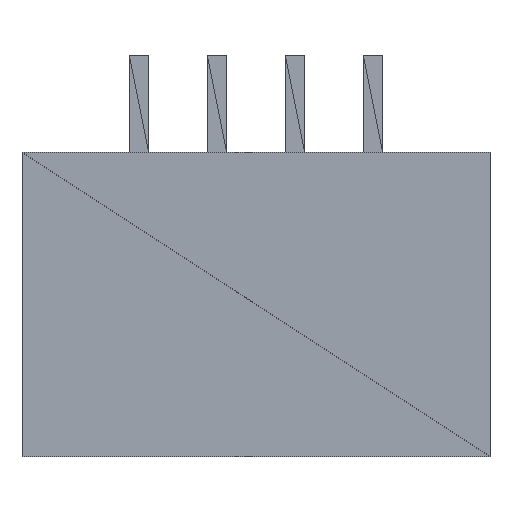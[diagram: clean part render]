
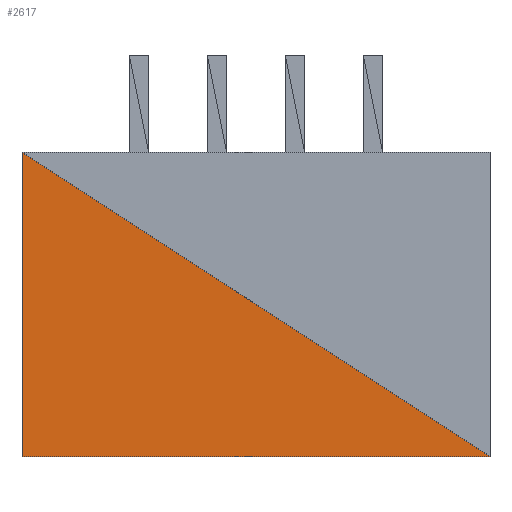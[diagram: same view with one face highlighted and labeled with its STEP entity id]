
A CAD part, top view. The second image highlights one B-rep face of the part: STEP entity #2617.
In plain terms, the highlighted planar face has unit normal (0, 0, 1).
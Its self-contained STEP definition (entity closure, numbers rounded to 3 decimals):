
#1070 = VERTEX_POINT('',#1071);
#1071 = CARTESIAN_POINT('',(-6.,0.,5.2));
#1119 = EDGE_CURVE('',#1120,#1122,#1124,.T.);
#1120 = VERTEX_POINT('',#1121);
#1121 = CARTESIAN_POINT('',(6.,-7.8,5.2));
#1122 = VERTEX_POINT('',#1123);
#1123 = CARTESIAN_POINT('',(-6.,-7.8,5.2));
#1124 = SURFACE_CURVE('',#1125,(#1129,#1141),.PCURVE_S1.);
#1125 = LINE('',#1126,#1127);
#1126 = CARTESIAN_POINT('',(6.,-7.8,5.2));
#1127 = VECTOR('',#1128,1.);
#1128 = DIRECTION('',(-1.,0.,0.));
#1129 = PCURVE('',#1130,#1135);
#1130 = PLANE('',#1131);
#1131 = AXIS2_PLACEMENT_3D('',#1132,#1133,#1134);
#1132 = CARTESIAN_POINT('',(1.03,-7.8,
    3.63));
#1133 = DIRECTION('',(-0.,-1.,-0.));
#1134 = DIRECTION('',(0.,0.,-1.));
#1135 = DEFINITIONAL_REPRESENTATION('',(#1136),#1140);
#1136 = LINE('',#1137,#1138);
#1137 = CARTESIAN_POINT('',(-1.57,4.97));
#1138 = VECTOR('',#1139,1.);
#1139 = DIRECTION('',(0.,-1.));
#1140 = ( GEOMETRIC_REPRESENTATION_CONTEXT(2) 
PARAMETRIC_REPRESENTATION_CONTEXT() REPRESENTATION_CONTEXT('2D SPACE',''
  ) );
#1141 = PCURVE('',#1142,#1147);
#1142 = PLANE('',#1143);
#1143 = AXIS2_PLACEMENT_3D('',#1144,#1145,#1146);
#1144 = CARTESIAN_POINT('',(-1.372,-5.272,
    5.2));
#1145 = DIRECTION('',(0.,0.,1.));
#1146 = DIRECTION('',(1.,0.,-0.));
#1147 = DEFINITIONAL_REPRESENTATION('',(#1148),#1151);
#1148 = B_SPLINE_CURVE_WITH_KNOTS('',1,(#1149,#1150),.UNSPECIFIED.,.F.,
  .F.,(2,2),(0.,12.),.PIECEWISE_BEZIER_KNOTS.);
#1149 = CARTESIAN_POINT('',(7.372,-2.528));
#1150 = CARTESIAN_POINT('',(-4.628,-2.528));
#1151 = ( GEOMETRIC_REPRESENTATION_CONTEXT(2) 
PARAMETRIC_REPRESENTATION_CONTEXT() REPRESENTATION_CONTEXT('2D SPACE',''
  ) );
#1225 = PLANE('',#1226);
#1226 = AXIS2_PLACEMENT_3D('',#1227,#1228,#1229);
#1227 = CARTESIAN_POINT('',(-6.,-4.806,3.506));
#1228 = DIRECTION('',(-1.,0.,0.));
#1229 = DIRECTION('',(0.,0.,-1.));
#1264 = EDGE_CURVE('',#1122,#1070,#1265,.T.);
#1265 = SURFACE_CURVE('',#1266,(#1270,#1277),.PCURVE_S1.);
#1266 = LINE('',#1267,#1268);
#1267 = CARTESIAN_POINT('',(-6.,-7.8,5.2));
#1268 = VECTOR('',#1269,1.);
#1269 = DIRECTION('',(0.,1.,0.));
#1270 = PCURVE('',#1225,#1271);
#1271 = DEFINITIONAL_REPRESENTATION('',(#1272),#1276);
#1272 = LINE('',#1273,#1274);
#1273 = CARTESIAN_POINT('',(-1.694,2.994));
#1274 = VECTOR('',#1275,1.);
#1275 = DIRECTION('',(0.,-1.));
#1276 = ( GEOMETRIC_REPRESENTATION_CONTEXT(2) 
PARAMETRIC_REPRESENTATION_CONTEXT() REPRESENTATION_CONTEXT('2D SPACE',''
  ) );
#1277 = PCURVE('',#1142,#1278);
#1278 = DEFINITIONAL_REPRESENTATION('',(#1279),#1282);
#1279 = B_SPLINE_CURVE_WITH_KNOTS('',1,(#1280,#1281),.UNSPECIFIED.,.F.,
  .F.,(2,2),(0.,7.8),.PIECEWISE_BEZIER_KNOTS.);
#1280 = CARTESIAN_POINT('',(-4.628,-2.528));
#1281 = CARTESIAN_POINT('',(-4.628,5.272));
#1282 = ( GEOMETRIC_REPRESENTATION_CONTEXT(2) 
PARAMETRIC_REPRESENTATION_CONTEXT() REPRESENTATION_CONTEXT('2D SPACE',''
  ) );
#1921 = PLANE('',#1922);
#1922 = AXIS2_PLACEMENT_3D('',#1923,#1924,#1925);
#1923 = CARTESIAN_POINT('',(1.372,-2.528,
    5.2));
#1924 = DIRECTION('',(0.,0.,1.));
#1925 = DIRECTION('',(1.,0.,-0.));
#2617 = ADVANCED_FACE('',(#2618),#1142,.T.);
#2618 = FACE_BOUND('',#2619,.T.);
#2619 = EDGE_LOOP('',(#2620,#2621,#2641));
#2620 = ORIENTED_EDGE('',*,*,#1119,.F.);
#2621 = ORIENTED_EDGE('',*,*,#2622,.T.);
#2622 = EDGE_CURVE('',#1120,#1070,#2623,.T.);
#2623 = SURFACE_CURVE('',#2624,(#2628,#2635),.PCURVE_S1.);
#2624 = LINE('',#2625,#2626);
#2625 = CARTESIAN_POINT('',(6.,-7.8,5.2));
#2626 = VECTOR('',#2627,1.);
#2627 = DIRECTION('',(-0.838,0.545,0.));
#2628 = PCURVE('',#1142,#2629);
#2629 = DEFINITIONAL_REPRESENTATION('',(#2630),#2634);
#2630 = LINE('',#2631,#2632);
#2631 = CARTESIAN_POINT('',(7.372,-2.528));
#2632 = VECTOR('',#2633,1.);
#2633 = DIRECTION('',(-0.838,0.545));
#2634 = ( GEOMETRIC_REPRESENTATION_CONTEXT(2) 
PARAMETRIC_REPRESENTATION_CONTEXT() REPRESENTATION_CONTEXT('2D SPACE',''
  ) );
#2635 = PCURVE('',#1921,#2636);
#2636 = DEFINITIONAL_REPRESENTATION('',(#2637),#2640);
#2637 = B_SPLINE_CURVE_WITH_KNOTS('',1,(#2638,#2639),.UNSPECIFIED.,.F.,
  .F.,(2,2),(0.,14.312),.PIECEWISE_BEZIER_KNOTS.);
#2638 = CARTESIAN_POINT('',(4.628,-5.272));
#2639 = CARTESIAN_POINT('',(-7.372,2.528));
#2640 = ( GEOMETRIC_REPRESENTATION_CONTEXT(2) 
PARAMETRIC_REPRESENTATION_CONTEXT() REPRESENTATION_CONTEXT('2D SPACE',''
  ) );
#2641 = ORIENTED_EDGE('',*,*,#1264,.F.);
